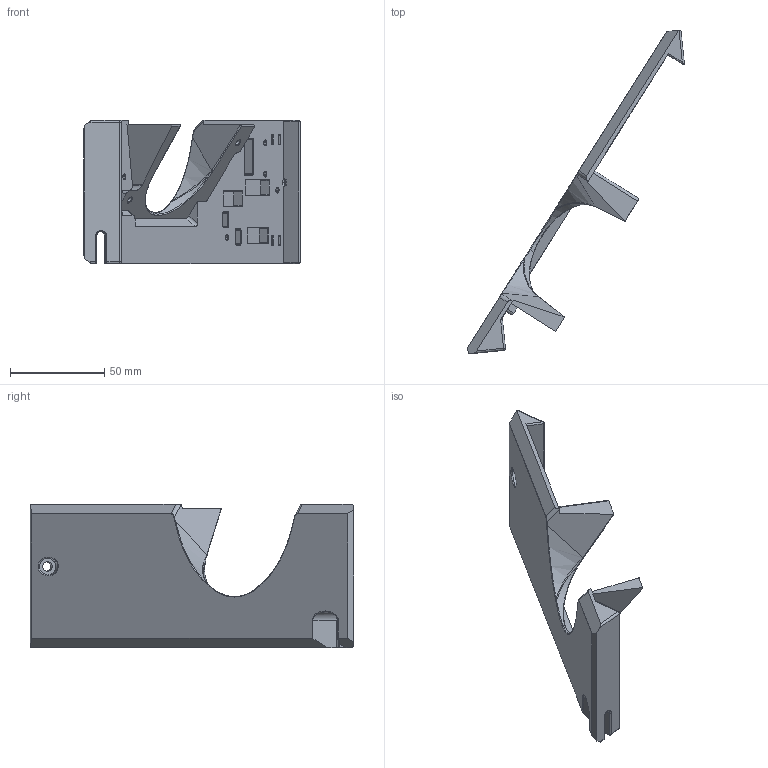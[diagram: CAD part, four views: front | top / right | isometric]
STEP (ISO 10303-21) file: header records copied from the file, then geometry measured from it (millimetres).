
FILE_DESCRIPTION (( 'STEP AP214' ), '1' );
FILE_NAME ('腔体加热支架 - 3D - V4 -倾斜35度.STEP', '2025-12-09T08:15:00', ( '' ), ( '' ), 'SwSTEP 2.0', 'SolidWorks 2021', '' );
FILE_SCHEMA (( 'AUTOMOTIVE_DESIGN' ));
Length unit declared in the file: millimetre
Products named in the file (1): 腔体加热支架 - 3D - V4 -倾斜35度
Bounding box: 114.71 x 171.39 x 76 mm (x, y, z)
Volume: 98239.2 mm3; surface area: 36265.6 mm2
Topology: 1 solids, 1 shells, 291 faces, 726 edges, 449 vertices
Faces by surface type: plane 130, cylinder 74, cone 53, bspline 28, sphere 5, torus 1
Entity records: 9747 total; most frequent: CARTESIAN_POINT 3017, ORIENTED_EDGE 1450, DIRECTION 1331, EDGE_CURVE 725, AXIS2_PLACEMENT_3D 451, VERTEX_POINT 449, VECTOR 429, LINE 429
